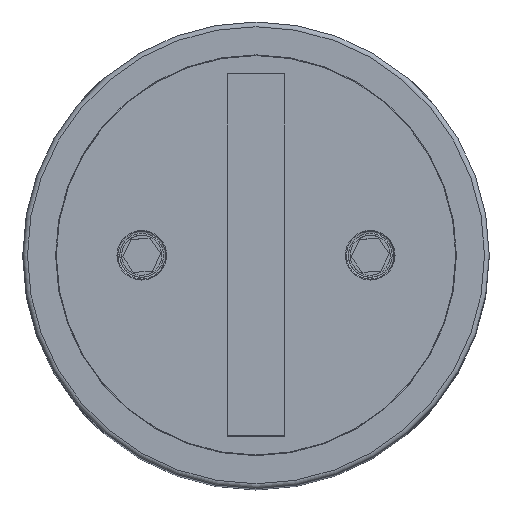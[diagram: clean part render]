
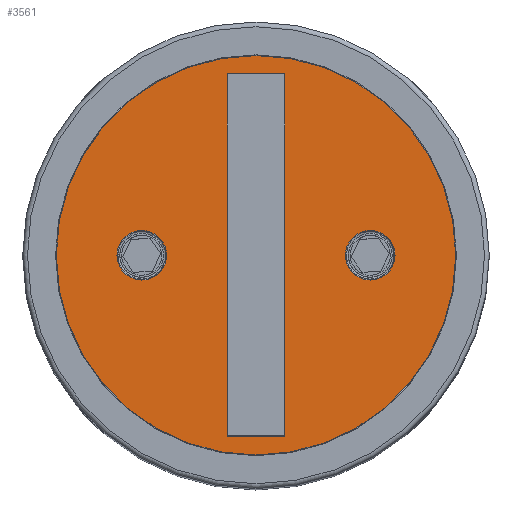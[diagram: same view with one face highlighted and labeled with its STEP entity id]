
A CAD part, top view. The second image highlights one B-rep face of the part: STEP entity #3561.
In plain terms, the highlighted planar face has unit normal (0, 0, 1).
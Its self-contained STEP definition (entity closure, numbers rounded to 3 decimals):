
#1500=PLANE('',#40073);
#2090=FACE_BOUND('',#7403,.T.);
#2091=FACE_BOUND('',#7404,.T.);
#2092=FACE_BOUND('',#7405,.T.);
#2093=FACE_BOUND('',#7406,.T.);
#3561=ADVANCED_FACE('',(#2090,#2091,#2092,#2093),#1500,.F.);
#7403=EDGE_LOOP('',(#24495));
#7404=EDGE_LOOP('',(#24496));
#7405=EDGE_LOOP('',(#24497));
#7406=EDGE_LOOP('',(#24498,#24499,#24500,#24501));
#11013=LINE('',#76545,#15177);
#11014=LINE('',#76548,#15178);
#11015=LINE('',#76550,#15179);
#11016=LINE('',#76552,#15180);
#15177=VECTOR('',#48624,1.);
#15178=VECTOR('',#48625,1.);
#15179=VECTOR('',#48626,1.);
#15180=VECTOR('',#48627,1.);
#24495=ORIENTED_EDGE('',*,*,#35099,.T.);
#24496=ORIENTED_EDGE('',*,*,#35100,.T.);
#24497=ORIENTED_EDGE('',*,*,#35101,.F.);
#24498=ORIENTED_EDGE('',*,*,#35102,.F.);
#24499=ORIENTED_EDGE('',*,*,#35103,.F.);
#24500=ORIENTED_EDGE('',*,*,#35104,.F.);
#24501=ORIENTED_EDGE('',*,*,#35105,.F.);
#30069=VERTEX_POINT('',#76540);
#30070=VERTEX_POINT('',#76542);
#30071=VERTEX_POINT('',#76544);
#30072=VERTEX_POINT('',#76546);
#30073=VERTEX_POINT('',#76547);
#30074=VERTEX_POINT('',#76549);
#30075=VERTEX_POINT('',#76551);
#35099=EDGE_CURVE('',#30069,#30069,#37429,.T.);
#35100=EDGE_CURVE('',#30070,#30070,#37430,.T.);
#35101=EDGE_CURVE('',#30071,#30071,#37431,.T.);
#35102=EDGE_CURVE('',#30072,#30073,#11013,.T.);
#35103=EDGE_CURVE('',#30074,#30072,#11014,.T.);
#35104=EDGE_CURVE('',#30075,#30074,#11015,.T.);
#35105=EDGE_CURVE('',#30073,#30075,#11016,.T.);
#37429=CIRCLE('',#40070,2.6);
#37430=CIRCLE('',#40071,2.6);
#37431=CIRCLE('',#40072,20.975);
#40070=AXIS2_PLACEMENT_3D('',#76539,#48618,#48619);
#40071=AXIS2_PLACEMENT_3D('',#76541,#48620,#48621);
#40072=AXIS2_PLACEMENT_3D('',#76543,#48622,#48623);
#40073=AXIS2_PLACEMENT_3D('',#76553,#48628,#48629);
#48618=DIRECTION('',(0.,0.,-1.));
#48619=DIRECTION('',(-1.,0.,0.));
#48620=DIRECTION('',(0.,0.,-1.));
#48621=DIRECTION('',(-1.,0.,0.));
#48622=DIRECTION('',(0.,0.,-1.));
#48623=DIRECTION('',(1.,0.,0.));
#48624=DIRECTION('',(0.,1.,0.));
#48625=DIRECTION('',(1.,0.,0.));
#48626=DIRECTION('',(0.,-1.,0.));
#48627=DIRECTION('',(-1.,0.,0.));
#48628=DIRECTION('',(0.,0.,-1.));
#48629=DIRECTION('',(-1.,0.,0.));
#76539=CARTESIAN_POINT('',(18.36,7.287,-140.));
#76540=CARTESIAN_POINT('',(15.76,7.287,-140.));
#76541=CARTESIAN_POINT('',(-5.64,7.287,-140.));
#76542=CARTESIAN_POINT('',(-8.24,7.287,-140.));
#76543=CARTESIAN_POINT('',(6.36,7.287,-140.));
#76544=CARTESIAN_POINT('',(27.335,7.287,-140.));
#76545=CARTESIAN_POINT('',(9.36,-11.713,-140.));
#76546=CARTESIAN_POINT('',(9.36,-11.713,-140.));
#76547=CARTESIAN_POINT('',(9.36,26.287,-140.));
#76548=CARTESIAN_POINT('',(3.36,-11.713,-140.));
#76549=CARTESIAN_POINT('',(3.36,-11.713,-140.));
#76550=CARTESIAN_POINT('',(3.36,26.287,-140.));
#76551=CARTESIAN_POINT('',(3.36,26.287,-140.));
#76552=CARTESIAN_POINT('',(9.36,26.287,-140.));
#76553=CARTESIAN_POINT('',(6.36,7.287,-140.));
